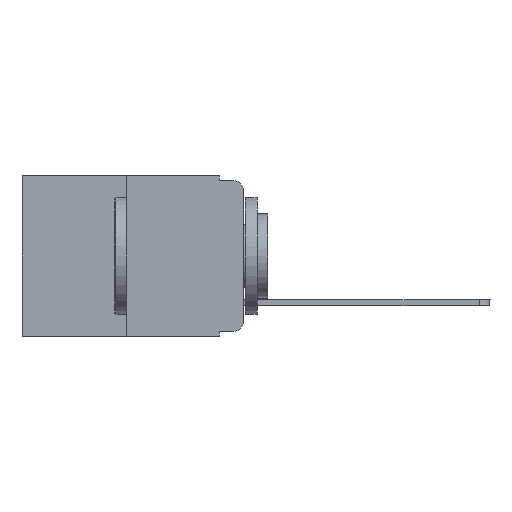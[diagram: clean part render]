
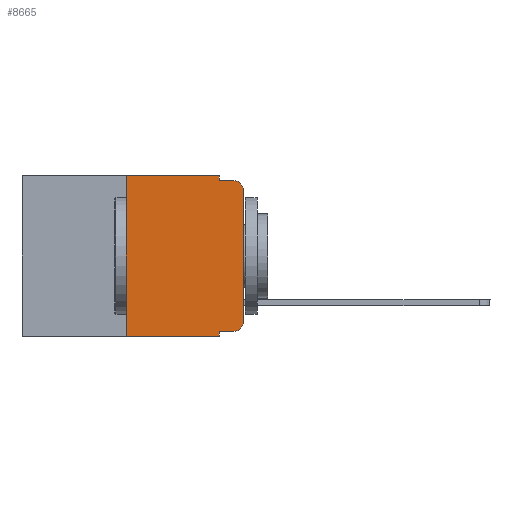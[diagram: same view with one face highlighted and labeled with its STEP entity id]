
A CAD part, left-side view. The second image highlights one B-rep face of the part: STEP entity #8665.
In plain terms, the highlighted planar face has unit normal (-1, 0, 0).
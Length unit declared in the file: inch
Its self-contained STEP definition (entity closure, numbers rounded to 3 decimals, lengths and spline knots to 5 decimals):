
#208 = CARTESIAN_POINT ( 'NONE',  ( 0., 0.051, 0. ) ) ;
#225 = DIRECTION ( 'NONE',  ( 0., -1., 0. ) ) ;
#456 = DIRECTION ( 'NONE',  ( 0., -1., 0. ) ) ;
#461 = CARTESIAN_POINT ( 'NONE',  ( 0., 0.02, -0.01 ) ) ;
#481 = ORIENTED_EDGE ( 'NONE', *, *, #14269, .F. ) ;
#812 = VERTEX_POINT ( 'NONE', #7967 ) ;
#2107 = VECTOR ( 'NONE', #456, 39.37008 ) ;
#2782 = PLANE ( 'NONE',  #6035 ) ;
#3455 = DIRECTION ( 'NONE',  ( 0., 0., -1. ) ) ;
#3530 = ORIENTED_EDGE ( 'NONE', *, *, #17481, .T. ) ;
#3536 = AXIS2_PLACEMENT_3D ( 'NONE', #8224, #9853, #21456 ) ;
#4093 = EDGE_CURVE ( 'NONE', #812, #6282, #10259, .T. ) ;
#4674 = ORIENTED_EDGE ( 'NONE', *, *, #7831, .F. ) ;
#4936 = CARTESIAN_POINT ( 'NONE',  ( 0., 0., -0.313 ) ) ;
#5563 = CARTESIAN_POINT ( 'NONE',  ( 0., 0.051, -0.333 ) ) ;
#5863 = EDGE_CURVE ( 'NONE', #6282, #14153, #18449, .T. ) ;
#6035 = AXIS2_PLACEMENT_3D ( 'NONE', #11058, #21083, #21230 ) ;
#6152 = VECTOR ( 'NONE', #3455, 39.37008 ) ;
#6153 = EDGE_CURVE ( 'NONE', #12193, #15734, #13999, .T. ) ;
#6187 = CARTESIAN_POINT ( 'NONE',  ( 0., 0.473, 0. ) ) ;
#6282 = VERTEX_POINT ( 'NONE', #7760 ) ;
#6505 = CARTESIAN_POINT ( 'NONE',  ( 0., 0.25, -0.343 ) ) ;
#6909 = CARTESIAN_POINT ( 'NONE',  ( 0., 0.051, -0.01 ) ) ;
#6922 = LINE ( 'NONE', #10081, #6152 ) ;
#6965 = DIRECTION ( 'NONE',  ( 0., -1., 0. ) ) ;
#7172 = CARTESIAN_POINT ( 'NONE',  ( 0., 0.051, -0.01 ) ) ;
#7515 = DIRECTION ( 'NONE',  ( 0., 0., 1. ) ) ;
#7528 = ORIENTED_EDGE ( 'NONE', *, *, #9571, .T. ) ;
#7760 = CARTESIAN_POINT ( 'NONE',  ( 0., 0.02, -0.333 ) ) ;
#7788 = CARTESIAN_POINT ( 'NONE',  ( 0., 0., -0.03 ) ) ;
#7831 = EDGE_CURVE ( 'NONE', #812, #9893, #6922, .T. ) ;
#7967 = CARTESIAN_POINT ( 'NONE',  ( 0., 0.051, -0.333 ) ) ;
#8125 = LINE ( 'NONE', #6187, #8390 ) ;
#8195 = VERTEX_POINT ( 'NONE', #6505 ) ;
#8224 = CARTESIAN_POINT ( 'NONE',  ( 0., 0.02, -0.03 ) ) ;
#8390 = VECTOR ( 'NONE', #17833, 39.37008 ) ;
#8589 = CARTESIAN_POINT ( 'NONE',  ( 0., 0.473, -0.343 ) ) ;
#8665 = ADVANCED_FACE ( 'NONE', ( #19792 ), #2782, .F. ) ;
#8684 = CARTESIAN_POINT ( 'NONE',  ( 0., 0.25, 0. ) ) ;
#8711 = CARTESIAN_POINT ( 'NONE',  ( 0., 0.051, -0.343 ) ) ;
#8730 = CARTESIAN_POINT ( 'NONE',  ( 0., 0.25, 0. ) ) ;
#9251 = VECTOR ( 'NONE', #6965, 39.37008 ) ;
#9571 = EDGE_CURVE ( 'NONE', #19634, #10549, #19524, .T. ) ;
#9682 = VECTOR ( 'NONE', #7515, 39.37008 ) ;
#9753 = DIRECTION ( 'NONE',  ( 0., 0., -1. ) ) ;
#9853 = DIRECTION ( 'NONE',  ( -1., 0., 0. ) ) ;
#9893 = VERTEX_POINT ( 'NONE', #8711 ) ;
#10081 = CARTESIAN_POINT ( 'NONE',  ( 0., 0.051, 0. ) ) ;
#10259 = LINE ( 'NONE', #5563, #11311 ) ;
#10384 = EDGE_CURVE ( 'NONE', #8195, #17918, #20264, .T. ) ;
#10549 = VERTEX_POINT ( 'NONE', #461 ) ;
#11058 = CARTESIAN_POINT ( 'NONE',  ( 0., 0.473, 0. ) ) ;
#11311 = VECTOR ( 'NONE', #225, 39.37008 ) ;
#11493 = LINE ( 'NONE', #20615, #9682 ) ;
#12193 = VERTEX_POINT ( 'NONE', #12868 ) ;
#12868 = CARTESIAN_POINT ( 'NONE',  ( 0., 0.051, 0. ) ) ;
#12999 = CARTESIAN_POINT ( 'NONE',  ( 0., 0.02, -0.313 ) ) ;
#13372 = LINE ( 'NONE', #8589, #9251 ) ;
#13474 = VECTOR ( 'NONE', #15203, 39.37008 ) ;
#13999 = LINE ( 'NONE', #208, #15543 ) ;
#14153 = VERTEX_POINT ( 'NONE', #4936 ) ;
#14269 = EDGE_CURVE ( 'NONE', #17918, #12193, #8125, .T. ) ;
#14749 = ORIENTED_EDGE ( 'NONE', *, *, #4093, .T. ) ;
#15106 = ORIENTED_EDGE ( 'NONE', *, *, #5863, .T. ) ;
#15203 = DIRECTION ( 'NONE',  ( 0., 0., 1. ) ) ;
#15543 = VECTOR ( 'NONE', #20267, 39.37008 ) ;
#15568 = ORIENTED_EDGE ( 'NONE', *, *, #15588, .T. ) ;
#15588 = EDGE_CURVE ( 'NONE', #8195, #9893, #13372, .T. ) ;
#15734 = VERTEX_POINT ( 'NONE', #7172 ) ;
#16509 = EDGE_CURVE ( 'NONE', #15734, #10549, #21169, .T. ) ;
#17481 = EDGE_CURVE ( 'NONE', #14153, #19634, #11493, .T. ) ;
#17833 = DIRECTION ( 'NONE',  ( 0., -1., 0. ) ) ;
#17918 = VERTEX_POINT ( 'NONE', #8730 ) ;
#18196 = EDGE_LOOP ( 'NONE', ( #3530, #7528, #20461, #19683, #481, #18720, #15568, #4674, #14749, #15106 ) ) ;
#18449 = CIRCLE ( 'NONE', #21073, 0.02 ) ;
#18720 = ORIENTED_EDGE ( 'NONE', *, *, #10384, .F. ) ;
#19524 = CIRCLE ( 'NONE', #3536, 0.02 ) ;
#19634 = VERTEX_POINT ( 'NONE', #7788 ) ;
#19683 = ORIENTED_EDGE ( 'NONE', *, *, #6153, .F. ) ;
#19722 = DIRECTION ( 'NONE',  ( -1., 0., 0. ) ) ;
#19792 = FACE_OUTER_BOUND ( 'NONE', #18196, .T. ) ;
#20264 = LINE ( 'NONE', #8684, #13474 ) ;
#20267 = DIRECTION ( 'NONE',  ( 0., 0., -1. ) ) ;
#20461 = ORIENTED_EDGE ( 'NONE', *, *, #16509, .F. ) ;
#20615 = CARTESIAN_POINT ( 'NONE',  ( 0., 0., 0. ) ) ;
#21073 = AXIS2_PLACEMENT_3D ( 'NONE', #12999, #19722, #9753 ) ;
#21083 = DIRECTION ( 'NONE',  ( 1., 0., 0. ) ) ;
#21169 = LINE ( 'NONE', #6909, #2107 ) ;
#21230 = DIRECTION ( 'NONE',  ( 0., 0., -1. ) ) ;
#21456 = DIRECTION ( 'NONE',  ( 0., 0., -1. ) ) ;
